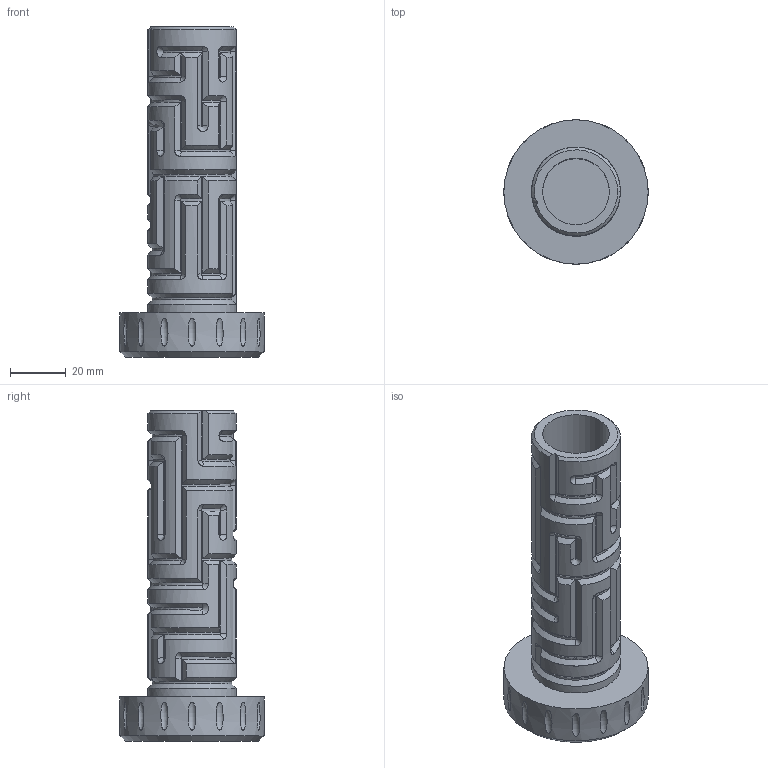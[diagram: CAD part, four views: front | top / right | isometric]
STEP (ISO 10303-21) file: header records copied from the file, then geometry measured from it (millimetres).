
FILE_DESCRIPTION(('FreeCAD Model'),'2;1');
FILE_NAME('Open CASCADE Shape Model','2023-10-24T22:30:19',(''),(''), 'Open CASCADE STEP processor 7.6','FreeCAD','Unknown');
FILE_SCHEMA(('AUTOMOTIVE_DESIGN { 1 0 10303 214 1 1 1 1 }'));
Length unit declared in the file: millimetre
Products named in the file (1): LabyrinthPart
Bounding box: 52 x 52 x 119 mm (x, y, z)
Volume: 60066.7 mm3; surface area: 26932.3 mm2
Topology: 1 solids, 1 shells, 365 faces, 885 edges, 541 vertices
Faces by surface type: bspline 336, torus 16, cylinder 6, plane 4, cone 3
Full cylindrical faces by diameter (mm): 24 x1, 32 x1, 52 x1
Entity records: 28700 total; most frequent: CARTESIAN_POINT 23040, ORIENTED_EDGE 1770, EDGE_CURVE 885, B_SPLINE_CURVE_WITH_KNOTS 830, VERTEX_POINT 541, FACE_BOUND 384, EDGE_LOOP 384, ADVANCED_FACE 365
